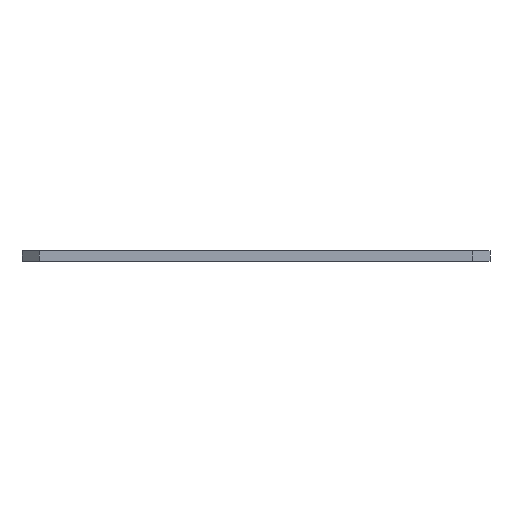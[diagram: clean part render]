
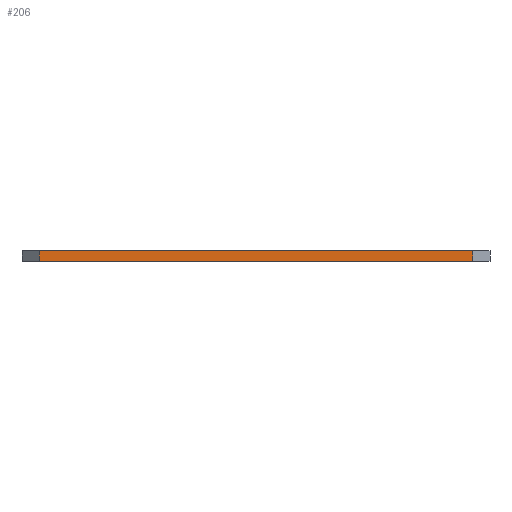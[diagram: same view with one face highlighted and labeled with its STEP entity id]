
A CAD part, left-side view. The second image highlights one B-rep face of the part: STEP entity #206.
In plain terms, the highlighted planar face has unit normal (-1, 0, 0).
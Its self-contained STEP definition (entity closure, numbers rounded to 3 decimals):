
#206=ADVANCED_FACE('',(#1854),#1856,.T.);
#1854=FACE_BOUND('',#1855,.T.);
#1855=EDGE_LOOP('',(#5484,#5485,#5486,#5487));
#1856=PLANE('',#1857);
#1857=AXIS2_PLACEMENT_3D('',#1858,#1859,#1860);
#1858=CARTESIAN_POINT('',(-66.,67.5,0.));
#1859=DIRECTION('',(-1.,0.,0.));
#1860=DIRECTION('',(0.,-1.,0.));
#5484=ORIENTED_EDGE('',*,*,#7884,.F.);
#5485=ORIENTED_EDGE('',*,*,#7411,.T.);
#5486=ORIENTED_EDGE('',*,*,#7885,.T.);
#5487=ORIENTED_EDGE('',*,*,#7051,.F.);
#7051=EDGE_CURVE('',#8793,#8795,#8796,.T.);
#7411=EDGE_CURVE('',#9419,#9417,#9420,.T.);
#7884=EDGE_CURVE('',#9419,#8793,#10148,.T.);
#7885=EDGE_CURVE('',#9417,#8795,#10149,.T.);
#8793=VERTEX_POINT('',#11829);
#8795=VERTEX_POINT('',#11833);
#8796=LINE('',#11834,#11835);
#9417=VERTEX_POINT('',#13179);
#9419=VERTEX_POINT('',#13183);
#9420=LINE('',#13184,#13185);
#10148=LINE('',#14864,#14865);
#10149=LINE('',#14867,#14868);
#11829=CARTESIAN_POINT('',(-66.,62.5,3.));
#11833=CARTESIAN_POINT('',(-66.,-62.5,3.));
#11834=CARTESIAN_POINT('',(-66.,62.5,3.));
#11835=VECTOR('',#11836,1.);
#11836=DIRECTION('',(0.,-1.,0.));
#13179=CARTESIAN_POINT('',(-66.,-62.5,0.));
#13183=CARTESIAN_POINT('',(-66.,62.5,0.));
#13184=CARTESIAN_POINT('',(-66.,62.5,0.));
#13185=VECTOR('',#13186,1.);
#13186=DIRECTION('',(0.,-1.,0.));
#14864=CARTESIAN_POINT('',(-66.,62.5,0.));
#14865=VECTOR('',#14866,1.);
#14866=DIRECTION('',(0.,0.,1.));
#14867=CARTESIAN_POINT('',(-66.,-62.5,0.));
#14868=VECTOR('',#14869,1.);
#14869=DIRECTION('',(0.,0.,1.));
